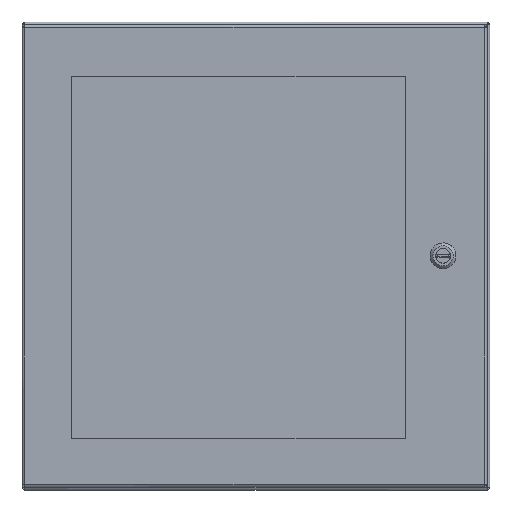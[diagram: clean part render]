
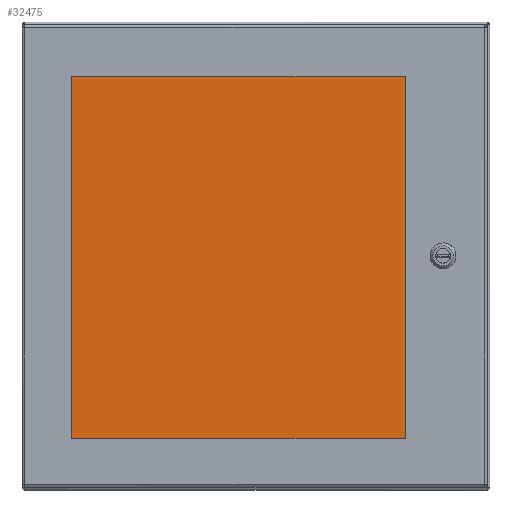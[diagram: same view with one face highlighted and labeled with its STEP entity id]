
A CAD part, top view. The second image highlights one B-rep face of the part: STEP entity #32475.
In plain terms, the highlighted planar face has unit normal (0, 0, 1).
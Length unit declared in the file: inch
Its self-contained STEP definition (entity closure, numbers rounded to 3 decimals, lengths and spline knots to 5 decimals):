
#1372 = EDGE_CURVE ( 'NONE', #23668, #18567, #67549, .T. ) ;
#1580 = DIRECTION ( 'NONE',  ( 0., -1., 0. ) ) ;
#2029 = EDGE_CURVE ( 'NONE', #48570, #12598, #13993, .T. ) ;
#7844 = VECTOR ( 'NONE', #48119, 39.37008 ) ;
#12234 = ORIENTED_EDGE ( 'NONE', *, *, #48573, .F. ) ;
#12550 = CARTESIAN_POINT ( 'NONE',  ( 9.25, 9.9375, 8.8435 ) ) ;
#12598 = VERTEX_POINT ( 'NONE', #94379 ) ;
#13993 = LINE ( 'NONE', #92563, #32762 ) ;
#18532 = ORIENTED_EDGE ( 'NONE', *, *, #72494, .F. ) ;
#18567 = VERTEX_POINT ( 'NONE', #48948 ) ;
#21789 = VECTOR ( 'NONE', #80270, 39.37008 ) ;
#23668 = VERTEX_POINT ( 'NONE', #56017 ) ;
#27572 = EDGE_LOOP ( 'NONE', ( #18532, #66149, #12234, #50262 ) ) ;
#32475 = ADVANCED_FACE ( 'NONE', ( #58105 ), #64029, .T. ) ;
#32762 = VECTOR ( 'NONE', #47783, 39.37008 ) ;
#47783 = DIRECTION ( 'NONE',  ( -1., 0., 0. ) ) ;
#48119 = DIRECTION ( 'NONE',  ( 0., 1., 0. ) ) ;
#48570 = VERTEX_POINT ( 'NONE', #81975 ) ;
#48573 = EDGE_CURVE ( 'NONE', #12598, #23668, #56221, .T. ) ;
#48948 = CARTESIAN_POINT ( 'NONE',  ( 16.875, 18.1875, 8.8435 ) ) ;
#50262 = ORIENTED_EDGE ( 'NONE', *, *, #2029, .F. ) ;
#56017 = CARTESIAN_POINT ( 'NONE',  ( 1.625, 18.1875, 8.8435 ) ) ;
#56221 = LINE ( 'NONE', #100477, #7844 ) ;
#58105 = FACE_OUTER_BOUND ( 'NONE', #27572, .T. ) ;
#64029 = PLANE ( 'NONE',  #110683 ) ;
#66149 = ORIENTED_EDGE ( 'NONE', *, *, #1372, .F. ) ;
#67549 = LINE ( 'NONE', #105556, #21789 ) ;
#72494 = EDGE_CURVE ( 'NONE', #18567, #48570, #88477, .T. ) ;
#72675 = DIRECTION ( 'NONE',  ( 0., 0., 1. ) ) ;
#80270 = DIRECTION ( 'NONE',  ( 1., 0., 0. ) ) ;
#81975 = CARTESIAN_POINT ( 'NONE',  ( 16.875, 1.6875, 8.8435 ) ) ;
#88477 = LINE ( 'NONE', #103479, #108711 ) ;
#89992 = DIRECTION ( 'NONE',  ( 1., 0., 0. ) ) ;
#92563 = CARTESIAN_POINT ( 'NONE',  ( 16.875, 1.6875, 8.8435 ) ) ;
#94379 = CARTESIAN_POINT ( 'NONE',  ( 1.625, 1.6875, 8.8435 ) ) ;
#100477 = CARTESIAN_POINT ( 'NONE',  ( 1.625, 1.6875, 8.8435 ) ) ;
#103479 = CARTESIAN_POINT ( 'NONE',  ( 16.875, 18.1875, 8.8435 ) ) ;
#105556 = CARTESIAN_POINT ( 'NONE',  ( 1.625, 18.1875, 8.8435 ) ) ;
#108711 = VECTOR ( 'NONE', #1580, 39.37008 ) ;
#110683 = AXIS2_PLACEMENT_3D ( 'NONE', #12550, #72675, #89992 ) ;
